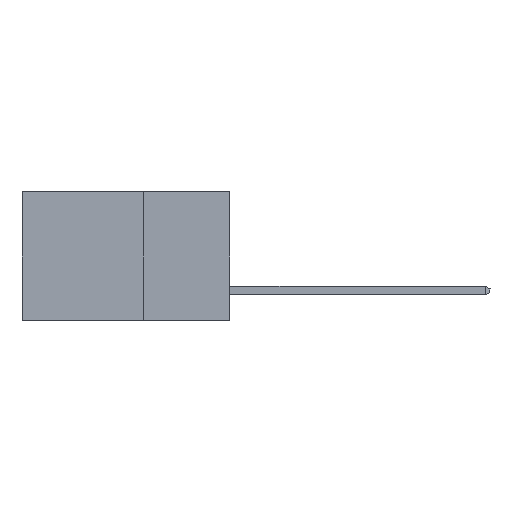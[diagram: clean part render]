
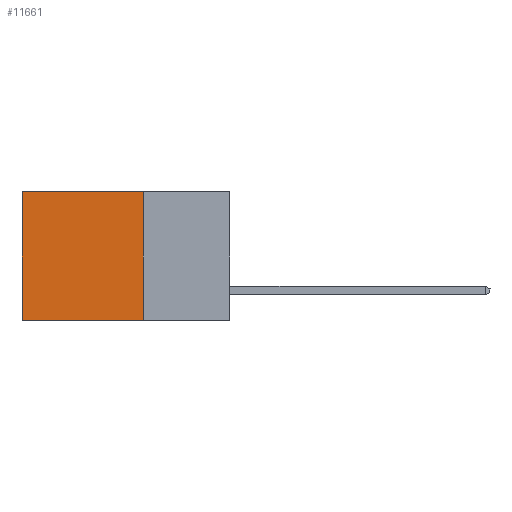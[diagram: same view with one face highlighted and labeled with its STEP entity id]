
A CAD part, left-side view. The second image highlights one B-rep face of the part: STEP entity #11661.
In plain terms, the highlighted planar face has unit normal (-1, 0, 0).
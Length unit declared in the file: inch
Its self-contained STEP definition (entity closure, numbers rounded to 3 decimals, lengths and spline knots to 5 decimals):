
#5 = FACE_OUTER_BOUND ( 'NONE', #18417, .T. ) ;
#3011 = LINE ( 'NONE', #4444, #9746 ) ;
#3032 = ORIENTED_EDGE ( 'NONE', *, *, #8151, .F. ) ;
#3083 = LINE ( 'NONE', #8281, #21472 ) ;
#3704 = ORIENTED_EDGE ( 'NONE', *, *, #20757, .T. ) ;
#4444 = CARTESIAN_POINT ( 'NONE',  ( 0.2615, 0.6, -0.37 ) ) ;
#4506 = DIRECTION ( 'NONE',  ( 0., 0., -1. ) ) ;
#5843 = LINE ( 'NONE', #11254, #19050 ) ;
#5976 = EDGE_CURVE ( 'NONE', #12497, #19288, #3011, .T. ) ;
#6231 = CARTESIAN_POINT ( 'NONE',  ( 0.2615, 0.25, -0.37 ) ) ;
#7246 = CARTESIAN_POINT ( 'NONE',  ( 0.2615, 0.25, -0.37 ) ) ;
#7533 = ORIENTED_EDGE ( 'NONE', *, *, #5976, .T. ) ;
#8151 = EDGE_CURVE ( 'NONE', #12063, #15906, #3083, .T. ) ;
#8281 = CARTESIAN_POINT ( 'NONE',  ( 0.2615, 0.25, -0.37 ) ) ;
#8479 = ORIENTED_EDGE ( 'NONE', *, *, #15345, .F. ) ;
#8647 = PLANE ( 'NONE',  #19252 ) ;
#9401 = DIRECTION ( 'NONE',  ( 0., 1., 0. ) ) ;
#9746 = VECTOR ( 'NONE', #11640, 39.37008 ) ;
#10625 = CARTESIAN_POINT ( 'NONE',  ( 0.2615, 0.25, 0. ) ) ;
#11254 = CARTESIAN_POINT ( 'NONE',  ( 0.2615, 0.25, 0. ) ) ;
#11640 = DIRECTION ( 'NONE',  ( 0., 0., -1. ) ) ;
#11661 = ADVANCED_FACE ( 'NONE', ( #5 ), #8647, .F. ) ;
#12063 = VERTEX_POINT ( 'NONE', #10625 ) ;
#12174 = DIRECTION ( 'NONE',  ( 1., 0., 0. ) ) ;
#12497 = VERTEX_POINT ( 'NONE', #21267 ) ;
#12519 = CARTESIAN_POINT ( 'NONE',  ( 0.2615, 0.6, -0.37 ) ) ;
#14414 = DIRECTION ( 'NONE',  ( 0., 0., -1. ) ) ;
#15345 = EDGE_CURVE ( 'NONE', #15906, #19288, #22221, .T. ) ;
#15906 = VERTEX_POINT ( 'NONE', #19244 ) ;
#18417 = EDGE_LOOP ( 'NONE', ( #7533, #8479, #3032, #3704 ) ) ;
#18662 = DIRECTION ( 'NONE',  ( 0., 1., 0. ) ) ;
#19050 = VECTOR ( 'NONE', #18662, 39.37008 ) ;
#19244 = CARTESIAN_POINT ( 'NONE',  ( 0.2615, 0.25, -0.37 ) ) ;
#19252 = AXIS2_PLACEMENT_3D ( 'NONE', #7246, #12174, #14414 ) ;
#19288 = VERTEX_POINT ( 'NONE', #12519 ) ;
#20757 = EDGE_CURVE ( 'NONE', #12063, #12497, #5843, .T. ) ;
#21267 = CARTESIAN_POINT ( 'NONE',  ( 0.2615, 0.6, 0. ) ) ;
#21472 = VECTOR ( 'NONE', #4506, 39.37008 ) ;
#22221 = LINE ( 'NONE', #6231, #22328 ) ;
#22328 = VECTOR ( 'NONE', #9401, 39.37008 ) ;
